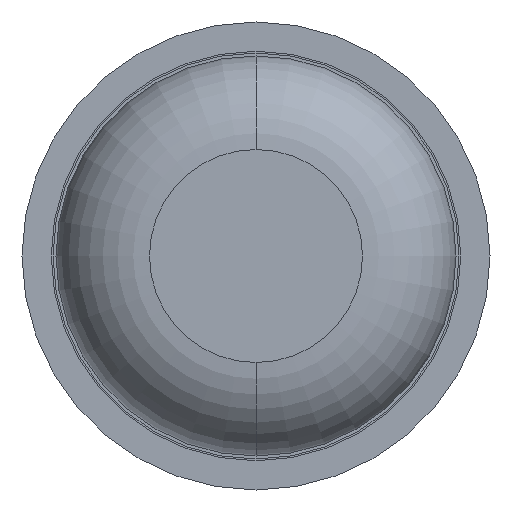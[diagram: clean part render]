
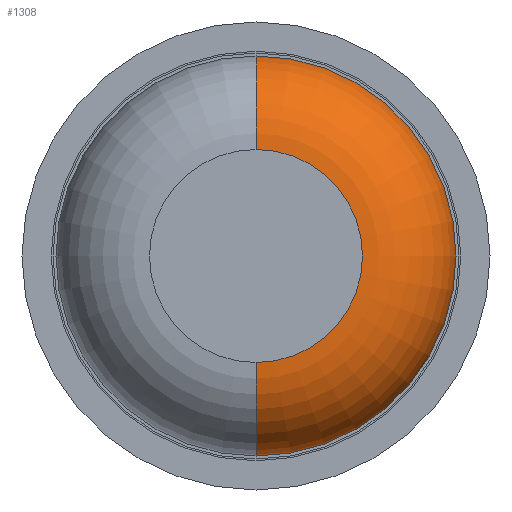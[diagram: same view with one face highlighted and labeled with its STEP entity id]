
A CAD part, front view. The second image highlights one B-rep face of the part: STEP entity #1308.
In plain terms, the highlighted toroidal (fillet/blend) face has major radius 0.91 mm and minor radius 0.8 mm.
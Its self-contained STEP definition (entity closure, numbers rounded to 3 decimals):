
#102 = DIRECTION ( 'NONE',  ( 0., 1., 0. ) ) ;
#185 = EDGE_CURVE ( 'Defeature ausgef�hrt1_2+Defeature ausgef�hrt1_10+Defeature ausgef�hrt1_10+Defeature ausgef�hrt1_10', #4399, #2632, #1292, .T. ) ;
#610 = FACE_OUTER_BOUND ( 'NONE', #3046, .T. ) ;
#636 = EDGE_CURVE ( 'NONE', #3249, #2632, #2931, .T. ) ;
#663 = AXIS2_PLACEMENT_3D ( 'NONE', #1003, #1657, #668 ) ;
#668 = DIRECTION ( 'NONE',  ( 0., 0., -1. ) ) ;
#803 = AXIS2_PLACEMENT_3D ( 'NONE', #2911, #3597, #1567 ) ;
#875 = ORIENTED_EDGE ( 'NONE', *, *, #185, .F. ) ;
#1003 = CARTESIAN_POINT ( 'NONE',  ( 0., -29.2, -0.91 ) ) ;
#1092 = DIRECTION ( 'NONE',  ( 0., 0., 1. ) ) ;
#1292 = CIRCLE ( 'NONE', #4022, 1.71 ) ;
#1308 = ADVANCED_FACE ( 'Defeature ausgef�hrt1_10', ( #610 ), #3484, .T. ) ;
#1354 = CARTESIAN_POINT ( 'NONE',  ( 0., -30., 0.91 ) ) ;
#1359 = EDGE_CURVE ( 'Defeature ausgef�hrt1_0+Defeature ausgef�hrt1_10+Defeature ausgef�hrt1_10+Defeature ausgef�hrt1_10', #3249, #2050, #3863, .T. ) ;
#1431 = CARTESIAN_POINT ( 'NONE',  ( 0., -30., -0.91 ) ) ;
#1479 = CARTESIAN_POINT ( 'NONE',  ( 0., -30., 0. ) ) ;
#1567 = DIRECTION ( 'NONE',  ( 0., 0., 1. ) ) ;
#1657 = DIRECTION ( 'NONE',  ( 1., 0., 0. ) ) ;
#1791 = DIRECTION ( 'NONE',  ( 0., -1., 0. ) ) ;
#1869 = EDGE_CURVE ( 'NONE', #2050, #4399, #4024, .T. ) ;
#1922 = CARTESIAN_POINT ( 'NONE',  ( 0., -29.2, 1.71 ) ) ;
#2050 = VERTEX_POINT ( 'NONE', #1354 ) ;
#2462 = CARTESIAN_POINT ( 'NONE',  ( 0., -29.2, -1.71 ) ) ;
#2527 = ORIENTED_EDGE ( 'NONE', *, *, #1869, .F. ) ;
#2632 = VERTEX_POINT ( 'NONE', #2462 ) ;
#2858 = DIRECTION ( 'NONE',  ( 0., 0., 1. ) ) ;
#2911 = CARTESIAN_POINT ( 'NONE',  ( 0., -29.2, 0.91 ) ) ;
#2931 = CIRCLE ( 'NONE', #663, 0.8 ) ;
#3046 = EDGE_LOOP ( 'NONE', ( #3873, #3813, #875, #2527 ) ) ;
#3131 = CARTESIAN_POINT ( 'NONE',  ( 0., -29.2, 0. ) ) ;
#3249 = VERTEX_POINT ( 'NONE', #1431 ) ;
#3484 = TOROIDAL_SURFACE ( 'NONE', #3685, 0.91, 0.8 ) ;
#3597 = DIRECTION ( 'NONE',  ( -1., 0., 0. ) ) ;
#3685 = AXIS2_PLACEMENT_3D ( 'NONE', #4203, #102, #2858 ) ;
#3813 = ORIENTED_EDGE ( 'NONE', *, *, #636, .T. ) ;
#3863 = CIRCLE ( 'NONE', #4247, 0.91 ) ;
#3873 = ORIENTED_EDGE ( 'NONE', *, *, #1359, .F. ) ;
#4022 = AXIS2_PLACEMENT_3D ( 'NONE', #3131, #4168, #1092 ) ;
#4024 = CIRCLE ( 'NONE', #803, 0.8 ) ;
#4168 = DIRECTION ( 'NONE',  ( 0., 1., 0. ) ) ;
#4203 = CARTESIAN_POINT ( 'NONE',  ( 0., -29.2, 0. ) ) ;
#4247 = AXIS2_PLACEMENT_3D ( 'NONE', #1479, #1791, #4253 ) ;
#4253 = DIRECTION ( 'NONE',  ( 0., 0., 1. ) ) ;
#4399 = VERTEX_POINT ( 'NONE', #1922 ) ;
